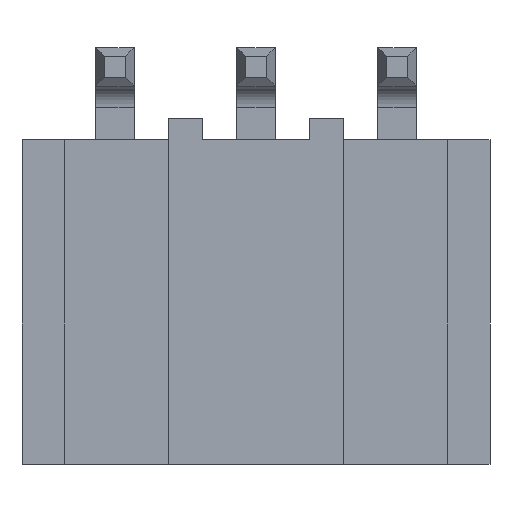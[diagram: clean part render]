
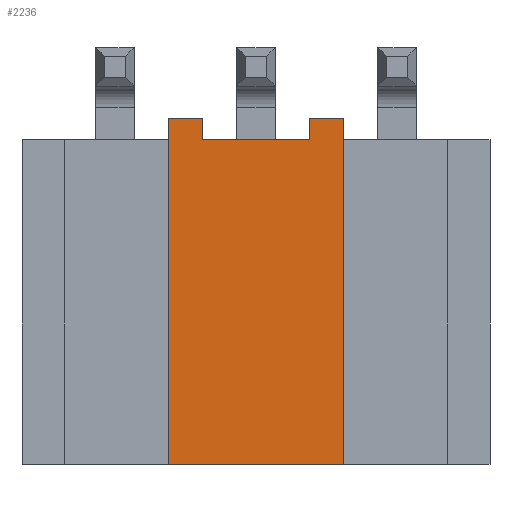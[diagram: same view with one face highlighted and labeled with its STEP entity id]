
A CAD part, front view. The second image highlights one B-rep face of the part: STEP entity #2236.
In plain terms, the highlighted planar face has unit normal (0, -1, 0).
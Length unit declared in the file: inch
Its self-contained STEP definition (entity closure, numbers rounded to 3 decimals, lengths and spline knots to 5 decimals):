
#17 = CARTESIAN_POINT ( 'NONE',  ( 0.1025, 0.023, 0.16125 ) ) ;
#49 = CARTESIAN_POINT ( 'NONE',  ( 0.0625, 0.023, 0.16125 ) ) ;
#51 = VERTEX_POINT ( 'NONE', #3240 ) ;
#93 = DIRECTION ( 'NONE',  ( 1., 0., 0. ) ) ;
#227 = EDGE_CURVE ( 'NONE', #2301, #4811, #1901, .T. ) ;
#245 = CARTESIAN_POINT ( 'NONE',  ( 0.1025, 0.023, -0.24375 ) ) ;
#277 = DIRECTION ( 'NONE',  ( 0., -1., 0. ) ) ;
#510 = ORIENTED_EDGE ( 'NONE', *, *, #227, .F. ) ;
#539 = ORIENTED_EDGE ( 'NONE', *, *, #2839, .F. ) ;
#548 = VECTOR ( 'NONE', #3707, 39.37008 ) ;
#737 = CARTESIAN_POINT ( 'NONE',  ( 0.1025, 0.023, -0.24375 ) ) ;
#767 = DIRECTION ( 'NONE',  ( 0., 0., 1. ) ) ;
#1094 = VECTOR ( 'NONE', #767, 39.37008 ) ;
#1222 = EDGE_CURVE ( 'NONE', #3323, #4811, #1332, .T. ) ;
#1276 = LINE ( 'NONE', #4343, #5100 ) ;
#1317 = ORIENTED_EDGE ( 'NONE', *, *, #3060, .F. ) ;
#1332 = LINE ( 'NONE', #1659, #2868 ) ;
#1473 = CARTESIAN_POINT ( 'NONE',  ( -0.0625, 0.023, 0.16125 ) ) ;
#1509 = ORIENTED_EDGE ( 'NONE', *, *, #2573, .F. ) ;
#1659 = CARTESIAN_POINT ( 'NONE',  ( -0.0625, 0.023, 0.13625 ) ) ;
#1682 = ORIENTED_EDGE ( 'NONE', *, *, #3410, .F. ) ;
#1737 = CARTESIAN_POINT ( 'NONE',  ( 0.1025, 0.023, -0.24375 ) ) ;
#1762 = CARTESIAN_POINT ( 'NONE',  ( 0.1025, 0.023, 0.16125 ) ) ;
#1901 = LINE ( 'NONE', #2484, #2943 ) ;
#1962 = CARTESIAN_POINT ( 'NONE',  ( 0.1025, 0.023, -0.24375 ) ) ;
#2052 = DIRECTION ( 'NONE',  ( 0., 0., 1. ) ) ;
#2154 = ORIENTED_EDGE ( 'NONE', *, *, #4225, .T. ) ;
#2236 = ADVANCED_FACE ( 'NONE', ( #3560 ), #4930, .T. ) ;
#2259 = CARTESIAN_POINT ( 'NONE',  ( -0.1025, 0.023, -0.24375 ) ) ;
#2301 = VERTEX_POINT ( 'NONE', #3397 ) ;
#2402 = DIRECTION ( 'NONE',  ( 1., 0., 0. ) ) ;
#2484 = CARTESIAN_POINT ( 'NONE',  ( 0.1025, 0.023, 0.16125 ) ) ;
#2565 = DIRECTION ( 'NONE',  ( 1., 0., 0. ) ) ;
#2573 = EDGE_CURVE ( 'NONE', #51, #2301, #3489, .T. ) ;
#2628 = VERTEX_POINT ( 'NONE', #737 ) ;
#2723 = EDGE_LOOP ( 'NONE', ( #1682, #1317, #4142, #510, #1509, #3611, #2154, #539 ) ) ;
#2816 = DIRECTION ( 'NONE',  ( 1., 0., 0. ) ) ;
#2820 = CARTESIAN_POINT ( 'NONE',  ( 0.0625, 0.023, 0.13625 ) ) ;
#2833 = CARTESIAN_POINT ( 'NONE',  ( -0.0625, 0.023, 0.13625 ) ) ;
#2839 = EDGE_CURVE ( 'NONE', #4895, #2860, #4658, .T. ) ;
#2860 = VERTEX_POINT ( 'NONE', #17 ) ;
#2868 = VECTOR ( 'NONE', #4414, 39.37008 ) ;
#2943 = VECTOR ( 'NONE', #2816, 39.37008 ) ;
#3027 = EDGE_CURVE ( 'NONE', #51, #2628, #5036, .T. ) ;
#3060 = EDGE_CURVE ( 'NONE', #3323, #5096, #1276, .T. ) ;
#3240 = CARTESIAN_POINT ( 'NONE',  ( -0.1025, 0.023, -0.24375 ) ) ;
#3323 = VERTEX_POINT ( 'NONE', #2833 ) ;
#3351 = LINE ( 'NONE', #2820, #3542 ) ;
#3397 = CARTESIAN_POINT ( 'NONE',  ( -0.1025, 0.023, 0.16125 ) ) ;
#3410 = EDGE_CURVE ( 'NONE', #5096, #4895, #3351, .T. ) ;
#3439 = AXIS2_PLACEMENT_3D ( 'NONE', #245, #277, #2565 ) ;
#3489 = LINE ( 'NONE', #2259, #1094 ) ;
#3542 = VECTOR ( 'NONE', #2052, 39.37008 ) ;
#3560 = FACE_OUTER_BOUND ( 'NONE', #2723, .T. ) ;
#3611 = ORIENTED_EDGE ( 'NONE', *, *, #3027, .T. ) ;
#3707 = DIRECTION ( 'NONE',  ( 1., 0., 0. ) ) ;
#3796 = CARTESIAN_POINT ( 'NONE',  ( 0.0625, 0.023, 0.13625 ) ) ;
#4133 = LINE ( 'NONE', #1737, #5087 ) ;
#4142 = ORIENTED_EDGE ( 'NONE', *, *, #1222, .T. ) ;
#4225 = EDGE_CURVE ( 'NONE', #2628, #2860, #4133, .T. ) ;
#4343 = CARTESIAN_POINT ( 'NONE',  ( -0.0625, 0.023, 0.13625 ) ) ;
#4414 = DIRECTION ( 'NONE',  ( 0., 0., 1. ) ) ;
#4658 = LINE ( 'NONE', #1762, #548 ) ;
#4784 = VECTOR ( 'NONE', #93, 39.37008 ) ;
#4811 = VERTEX_POINT ( 'NONE', #1473 ) ;
#4869 = DIRECTION ( 'NONE',  ( 0., 0., 1. ) ) ;
#4895 = VERTEX_POINT ( 'NONE', #49 ) ;
#4930 = PLANE ( 'NONE',  #3439 ) ;
#5036 = LINE ( 'NONE', #1962, #4784 ) ;
#5087 = VECTOR ( 'NONE', #4869, 39.37008 ) ;
#5096 = VERTEX_POINT ( 'NONE', #3796 ) ;
#5100 = VECTOR ( 'NONE', #2402, 39.37008 ) ;
